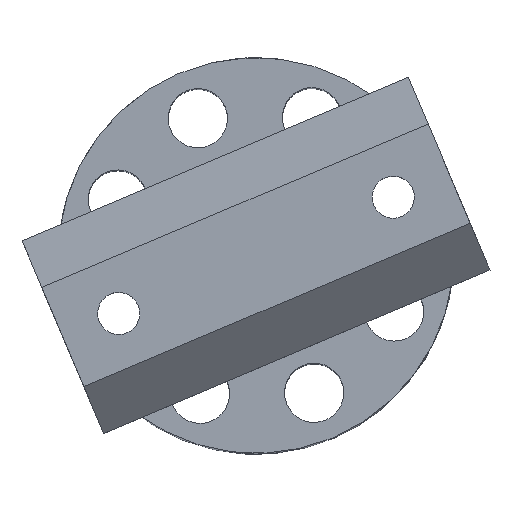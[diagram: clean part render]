
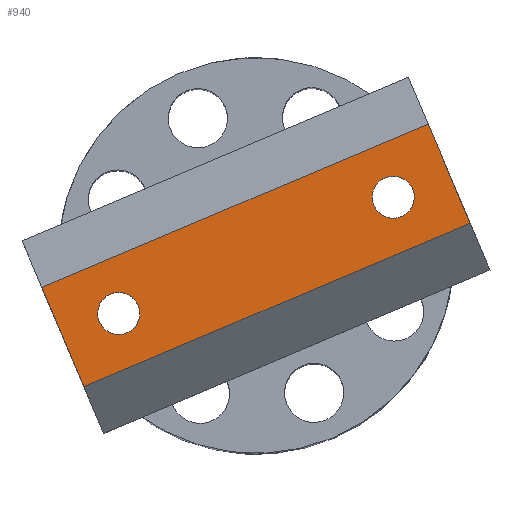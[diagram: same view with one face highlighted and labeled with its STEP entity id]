
A CAD part, top view. The second image highlights one B-rep face of the part: STEP entity #940.
In plain terms, the highlighted face is planar.
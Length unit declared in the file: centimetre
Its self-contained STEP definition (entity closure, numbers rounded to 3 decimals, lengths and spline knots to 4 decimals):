
#100=PLANE('',#1006);
#136=VECTOR('',#1155,1.);
#137=VECTOR('',#1156,1.);
#138=VECTOR('',#1157,1.);
#139=VECTOR('',#1158,1.);
#182=LINE('',#1921,#136);
#183=LINE('',#1924,#137);
#184=LINE('',#1926,#138);
#185=LINE('',#1928,#139);
#230=CIRCLE('',#1002,0.1346);
#232=CIRCLE('',#1005,0.1346);
#308=VERTEX_POINT('',#1914);
#310=VERTEX_POINT('',#1919);
#311=VERTEX_POINT('',#1922);
#312=VERTEX_POINT('',#1923);
#313=VERTEX_POINT('',#1925);
#314=VERTEX_POINT('',#1927);
#434=EDGE_CURVE('',#308,#308,#230,.T.);
#436=EDGE_CURVE('',#310,#310,#232,.T.);
#437=EDGE_CURVE('',#311,#312,#182,.T.);
#438=EDGE_CURVE('',#311,#313,#183,.T.);
#439=EDGE_CURVE('',#314,#313,#184,.T.);
#440=EDGE_CURVE('',#312,#314,#185,.T.);
#647=ORIENTED_EDGE('',*,*,#437,.F.);
#648=ORIENTED_EDGE('',*,*,#438,.T.);
#649=ORIENTED_EDGE('',*,*,#439,.F.);
#650=ORIENTED_EDGE('',*,*,#440,.F.);
#651=ORIENTED_EDGE('',*,*,#436,.T.);
#652=ORIENTED_EDGE('',*,*,#434,.T.);
#781=EDGE_LOOP('',(#647,#648,#649,#650));
#782=EDGE_LOOP('',(#651));
#783=EDGE_LOOP('',(#652));
#887=FACE_BOUND('',#781,.T.);
#888=FACE_BOUND('',#782,.T.);
#889=FACE_BOUND('',#783,.T.);
#940=ADVANCED_FACE('',(#887,#888,#889),#100,.T.);
#1002=AXIS2_PLACEMENT_3D('',#1913,#1146,#1147);
#1005=AXIS2_PLACEMENT_3D('',#1918,#1152,#1153);
#1006=AXIS2_PLACEMENT_3D('',#1920,#1154,$);
#1146=DIRECTION('',(0.,-1.,0.));
#1147=DIRECTION('',(0.135,0.,0.));
#1152=DIRECTION('',(0.,-1.,0.));
#1153=DIRECTION('',(0.135,0.,0.));
#1154=DIRECTION('',(0.,1.,0.));
#1155=DIRECTION('',(1.,0.,0.));
#1156=DIRECTION('',(0.,0.,1.));
#1157=DIRECTION('',(-1.,0.,0.));
#1158=DIRECTION('',(0.,0.,1.));
#1913=CARTESIAN_POINT('',(-0.9525,0.2381,0.));
#1914=CARTESIAN_POINT('',(-0.8179,0.2381,0.));
#1918=CARTESIAN_POINT('',(0.9525,0.2381,0.));
#1919=CARTESIAN_POINT('',(1.0871,0.2381,0.));
#1920=CARTESIAN_POINT('',(0.,0.2381,-0.6693));
#1921=CARTESIAN_POINT('',(0.,0.2381,-0.3442));
#1922=CARTESIAN_POINT('',(-1.3399,0.2381,-0.3442));
#1923=CARTESIAN_POINT('',(1.3399,0.2381,-0.3442));
#1924=CARTESIAN_POINT('',(-1.3399,0.2381,-0.6693));
#1925=CARTESIAN_POINT('',(-1.3399,0.2381,0.3442));
#1926=CARTESIAN_POINT('',(0.,0.2381,0.3442));
#1927=CARTESIAN_POINT('',(1.3399,0.2381,0.3442));
#1928=CARTESIAN_POINT('',(1.3399,0.2381,-0.6693));
